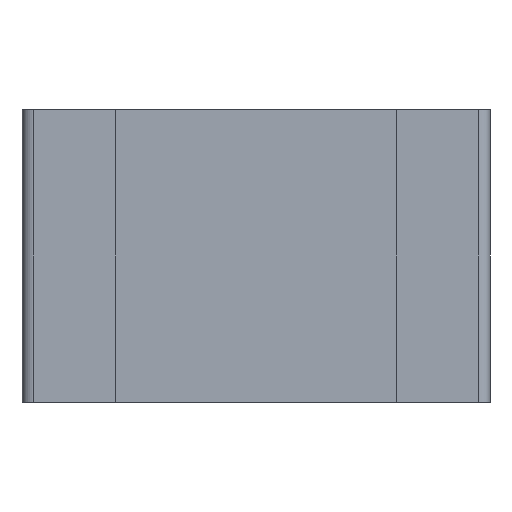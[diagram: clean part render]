
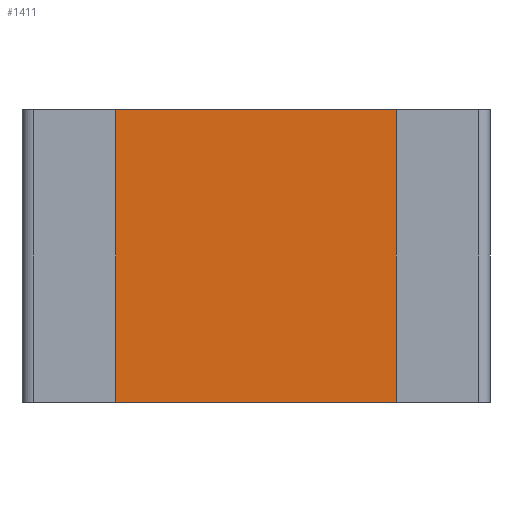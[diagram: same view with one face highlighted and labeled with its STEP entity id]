
A CAD part, front view. The second image highlights one B-rep face of the part: STEP entity #1411.
In plain terms, the highlighted planar face has unit normal (0, -1, 0).
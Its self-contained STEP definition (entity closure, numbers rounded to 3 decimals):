
#38 = EDGE_CURVE ( 'NONE', #1349, #2236, #419, .T. ) ;
#90 = VECTOR ( 'NONE', #1080, 1000. ) ;
#97 = DIRECTION ( 'NONE',  ( -1., 0., 0. ) ) ;
#122 = CARTESIAN_POINT ( 'NONE',  ( 0.95, 0.05, 0.625 ) ) ;
#285 = LINE ( 'NONE', #3042, #1767 ) ;
#347 = LINE ( 'NONE', #1745, #547 ) ;
#410 = ORIENTED_EDGE ( 'NONE', *, *, #497, .F. ) ;
#419 = LINE ( 'NONE', #1264, #2329 ) ;
#497 = EDGE_CURVE ( 'NONE', #2236, #2683, #1636, .T. ) ;
#547 = VECTOR ( 'NONE', #97, 1000. ) ;
#548 = EDGE_CURVE ( 'NONE', #2683, #648, #285, .T. ) ;
#587 = DIRECTION ( 'NONE',  ( 0., 0., -1. ) ) ;
#622 = CARTESIAN_POINT ( 'NONE',  ( 0.95, 0.05, -0.625 ) ) ;
#648 = VERTEX_POINT ( 'NONE', #622 ) ;
#916 = CARTESIAN_POINT ( 'NONE',  ( 0., 0.05, 0. ) ) ;
#934 = DIRECTION ( 'NONE',  ( 0., 1., 0. ) ) ;
#1057 = ORIENTED_EDGE ( 'NONE', *, *, #1198, .F. ) ;
#1080 = DIRECTION ( 'NONE',  ( 1., 0., 0. ) ) ;
#1198 = EDGE_CURVE ( 'NONE', #648, #1349, #347, .T. ) ;
#1214 = PLANE ( 'NONE',  #1342 ) ;
#1254 = CARTESIAN_POINT ( 'NONE',  ( -0.95, 0.05, -0.625 ) ) ;
#1264 = CARTESIAN_POINT ( 'NONE',  ( -0.95, 0.05, -0.625 ) ) ;
#1333 = CARTESIAN_POINT ( 'NONE',  ( -0.95, 0.05, 0.625 ) ) ;
#1342 = AXIS2_PLACEMENT_3D ( 'NONE', #916, #934, #2034 ) ;
#1349 = VERTEX_POINT ( 'NONE', #1254 ) ;
#1411 = ADVANCED_FACE ( 'NONE', ( #2075 ), #1214, .F. ) ;
#1636 = LINE ( 'NONE', #1333, #90 ) ;
#1745 = CARTESIAN_POINT ( 'NONE',  ( -0.95, 0.05, -0.625 ) ) ;
#1767 = VECTOR ( 'NONE', #587, 1000. ) ;
#1927 = ORIENTED_EDGE ( 'NONE', *, *, #38, .F. ) ;
#2034 = DIRECTION ( 'NONE',  ( 0., 0., 1. ) ) ;
#2075 = FACE_OUTER_BOUND ( 'NONE', #2938, .T. ) ;
#2155 = DIRECTION ( 'NONE',  ( 0., 0., 1. ) ) ;
#2236 = VERTEX_POINT ( 'NONE', #2268 ) ;
#2268 = CARTESIAN_POINT ( 'NONE',  ( -0.95, 0.05, 0.625 ) ) ;
#2329 = VECTOR ( 'NONE', #2155, 1000. ) ;
#2683 = VERTEX_POINT ( 'NONE', #122 ) ;
#2938 = EDGE_LOOP ( 'NONE', ( #1927, #1057, #3272, #410 ) ) ;
#3042 = CARTESIAN_POINT ( 'NONE',  ( 0.95, 0.05, -0.625 ) ) ;
#3272 = ORIENTED_EDGE ( 'NONE', *, *, #548, .F. ) ;
